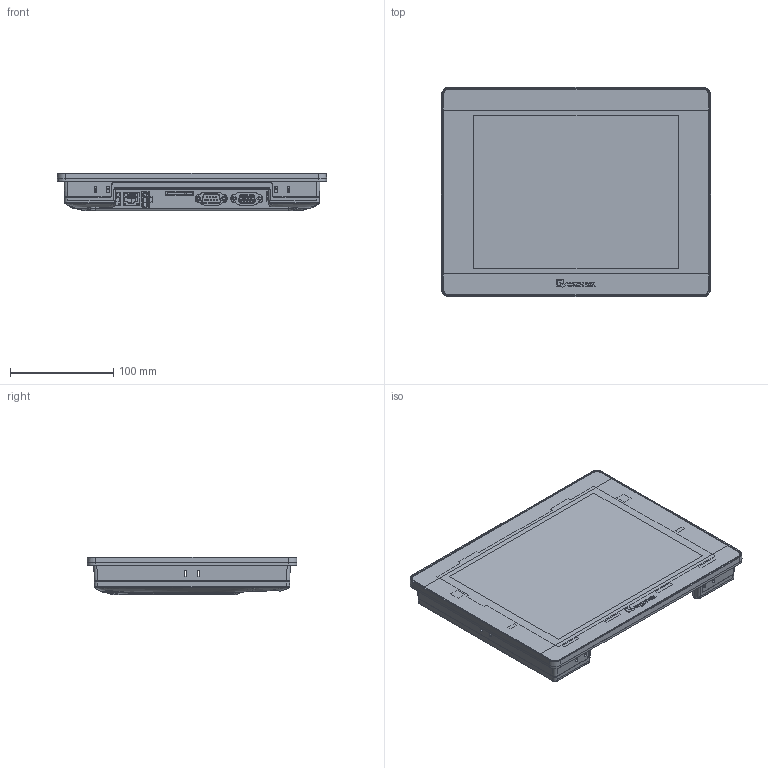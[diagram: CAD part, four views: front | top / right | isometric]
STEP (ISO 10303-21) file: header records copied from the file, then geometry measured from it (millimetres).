
FILE_DESCRIPTION (( 'STEP AP203' ), '1' );
FILE_NAME ('cMT3090-170411.STEP', '2017-07-28T05:27:42', ( 'annayang' ), ( '' ), 'SwSTEP 2.0', 'SolidWorks 2011', '' );
FILE_SCHEMA (( 'CONFIG_CONTROL_DESIGN' ));
Products named in the file (1): cMT3090-170411
Bounding box: 260.6 x 203.1 x 36.7 mm (x, y, z)
Surface area: 206692.8 mm2 (no closed solid volume)
Topology: 0 solids, 83 shells, 1240 faces, 5008 edges, 3742 vertices
Faces by surface type: plane 459, cylinder 241, bspline 219, cone 217, torus 98, sphere 6
Entity records: 89731 total; most frequent: CARTESIAN_POINT 51980, ORIENTED_EDGE 7493, DIRECTION 6698, EDGE_CURVE 4998, VERTEX_POINT 3742, VECTOR 2762, LINE 2762, AXIS2_PLACEMENT_3D 1968
